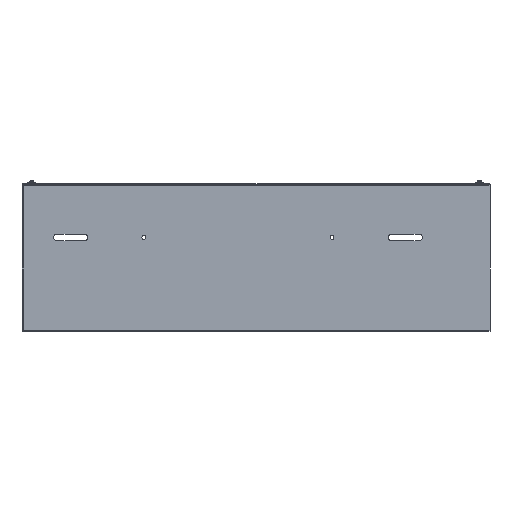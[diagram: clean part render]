
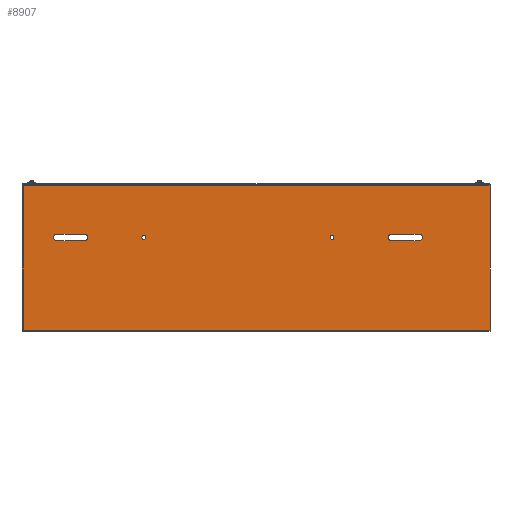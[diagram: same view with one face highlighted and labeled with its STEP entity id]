
A CAD part, left-side view. The second image highlights one B-rep face of the part: STEP entity #8907.
In plain terms, the highlighted planar face has unit normal (-1, 0, 0).
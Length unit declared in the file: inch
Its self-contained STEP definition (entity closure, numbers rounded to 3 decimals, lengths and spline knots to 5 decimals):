
#122 = PLANE ( 'NONE',  #7455 ) ;
#397 = VERTEX_POINT ( 'NONE', #5031 ) ;
#527 = ORIENTED_EDGE ( 'NONE', *, *, #21270, .T. ) ;
#572 = VERTEX_POINT ( 'NONE', #6417 ) ;
#1137 = LINE ( 'NONE', #5078, #16559 ) ;
#1165 = CARTESIAN_POINT ( 'NONE',  ( -11.048, 5.67486, 4.484 ) ) ;
#1813 = VERTEX_POINT ( 'NONE', #3442 ) ;
#1863 = CARTESIAN_POINT ( 'NONE',  ( -11.048, -6.16514, 4.483 ) ) ;
#1887 = CARTESIAN_POINT ( 'NONE',  ( -11.048, 9.83486, 4.328 ) ) ;
#2112 = DIRECTION ( 'NONE',  ( 1., 0., 0. ) ) ;
#2226 = CARTESIAN_POINT ( 'NONE',  ( -11.048, -6.16514, 4.638 ) ) ;
#2361 = DIRECTION ( 'NONE',  ( 0., 0., -1. ) ) ;
#2442 = EDGE_CURVE ( 'NONE', #24285, #24285, #13201, .T. ) ;
#2468 = DIRECTION ( 'NONE',  ( 0., 0., -1. ) ) ;
#2469 = CARTESIAN_POINT ( 'NONE',  ( -11.048, 8.51486, 4.328 ) ) ;
#2584 = AXIS2_PLACEMENT_3D ( 'NONE', #1863, #2112, #2361 ) ;
#3147 = CARTESIAN_POINT ( 'NONE',  ( -11.048, 8.51486, 4.638 ) ) ;
#3214 = CARTESIAN_POINT ( 'NONE',  ( -11.048, -3.32514, 4.393 ) ) ;
#3439 = AXIS2_PLACEMENT_3D ( 'NONE', #18395, #7337, #18779 ) ;
#3442 = CARTESIAN_POINT ( 'NONE',  ( -11.048, 11.49986, 7. ) ) ;
#3810 = DIRECTION ( 'NONE',  ( 0., 0., -1. ) ) ;
#3860 = AXIS2_PLACEMENT_3D ( 'NONE', #20238, #12587, #14855 ) ;
#4178 = CARTESIAN_POINT ( 'NONE',  ( -11.048, -6.16514, 4.328 ) ) ;
#4440 = VERTEX_POINT ( 'NONE', #6627 ) ;
#4529 = LINE ( 'NONE', #7452, #5380 ) ;
#4620 = LINE ( 'NONE', #20133, #23632 ) ;
#5031 = CARTESIAN_POINT ( 'NONE',  ( -11.048, -6.16514, 4.328 ) ) ;
#5078 = CARTESIAN_POINT ( 'NONE',  ( -11.048, 11.49986, 0. ) ) ;
#5330 = CIRCLE ( 'NONE', #21209, 0.091 ) ;
#5334 = VECTOR ( 'NONE', #17009, 39.37008 ) ;
#5380 = VECTOR ( 'NONE', #24572, 39.37008 ) ;
#5392 = ORIENTED_EDGE ( 'NONE', *, *, #16291, .T. ) ;
#5610 = CARTESIAN_POINT ( 'NONE',  ( -11.048, 9.83486, 4.483 ) ) ;
#5685 = CARTESIAN_POINT ( 'NONE',  ( -11.048, 11.49986, 7. ) ) ;
#5993 = DIRECTION ( 'NONE',  ( 1., 0., 0. ) ) ;
#6112 = VERTEX_POINT ( 'NONE', #8203 ) ;
#6183 = VERTEX_POINT ( 'NONE', #23676 ) ;
#6256 = VECTOR ( 'NONE', #15991, 39.37008 ) ;
#6417 = CARTESIAN_POINT ( 'NONE',  ( -11.048, -7.48514, 4.328 ) ) ;
#6518 = ORIENTED_EDGE ( 'NONE', *, *, #11162, .T. ) ;
#6627 = CARTESIAN_POINT ( 'NONE',  ( -11.048, 11.49986, 0. ) ) ;
#7088 = EDGE_LOOP ( 'NONE', ( #17335 ) ) ;
#7238 = LINE ( 'NONE', #5685, #19463 ) ;
#7259 = EDGE_CURVE ( 'NONE', #25021, #18216, #10943, .T. ) ;
#7293 = VERTEX_POINT ( 'NONE', #16647 ) ;
#7337 = DIRECTION ( 'NONE',  ( 1., 0., 0. ) ) ;
#7426 = EDGE_LOOP ( 'NONE', ( #6518, #8004, #12095, #16024 ) ) ;
#7452 = CARTESIAN_POINT ( 'NONE',  ( -11.048, 11.49986, 7. ) ) ;
#7455 = AXIS2_PLACEMENT_3D ( 'NONE', #19480, #5993, #21035 ) ;
#7724 = DIRECTION ( 'NONE',  ( 0., 1., 0. ) ) ;
#7910 = FACE_OUTER_BOUND ( 'NONE', #16305, .T. ) ;
#8004 = ORIENTED_EDGE ( 'NONE', *, *, #18996, .T. ) ;
#8203 = CARTESIAN_POINT ( 'NONE',  ( -11.048, 9.83486, 4.638 ) ) ;
#8272 = EDGE_CURVE ( 'NONE', #7293, #7293, #5330, .T. ) ;
#8907 = ADVANCED_FACE ( 'NONE', ( #11607, #21531, #13263, #24914, #7910 ), #122, .F. ) ;
#9219 = EDGE_CURVE ( 'NONE', #572, #397, #23492, .T. ) ;
#9314 = DIRECTION ( 'NONE',  ( 0., -1., 0. ) ) ;
#9457 = CIRCLE ( 'NONE', #2584, 0.155 ) ;
#10005 = LINE ( 'NONE', #1887, #15330 ) ;
#10210 = DIRECTION ( 'NONE',  ( 1., 0., 0. ) ) ;
#10416 = DIRECTION ( 'NONE',  ( 0., -1., 0. ) ) ;
#10943 = LINE ( 'NONE', #24649, #5334 ) ;
#11091 = EDGE_CURVE ( 'NONE', #24515, #23034, #10005, .T. ) ;
#11162 = EDGE_CURVE ( 'NONE', #6112, #16044, #15149, .T. ) ;
#11239 = CARTESIAN_POINT ( 'NONE',  ( -11.048, 8.51486, 4.638 ) ) ;
#11607 = FACE_BOUND ( 'NONE', #7426, .T. ) ;
#11828 = ORIENTED_EDGE ( 'NONE', *, *, #14002, .F. ) ;
#12095 = ORIENTED_EDGE ( 'NONE', *, *, #11091, .T. ) ;
#12587 = DIRECTION ( 'NONE',  ( 1., 0., 0. ) ) ;
#12774 = CARTESIAN_POINT ( 'NONE',  ( -11.048, -7.48514, 4.638 ) ) ;
#13201 = CIRCLE ( 'NONE', #3439, 0.091 ) ;
#13263 = FACE_BOUND ( 'NONE', #7088, .T. ) ;
#13459 = DIRECTION ( 'NONE',  ( 0., -1., 0. ) ) ;
#13466 = CARTESIAN_POINT ( 'NONE',  ( -11.048, 9.83486, 4.328 ) ) ;
#13681 = CIRCLE ( 'NONE', #3860, 0.155 ) ;
#13894 = EDGE_LOOP ( 'NONE', ( #22426 ) ) ;
#13918 = EDGE_CURVE ( 'NONE', #4440, #6183, #1137, .T. ) ;
#14002 = EDGE_CURVE ( 'NONE', #1813, #17424, #7238, .T. ) ;
#14049 = AXIS2_PLACEMENT_3D ( 'NONE', #16277, #10210, #2468 ) ;
#14130 = CIRCLE ( 'NONE', #14549, 0.155 ) ;
#14549 = AXIS2_PLACEMENT_3D ( 'NONE', #5610, #15502, #3810 ) ;
#14855 = DIRECTION ( 'NONE',  ( 0., 0., -1. ) ) ;
#15149 = LINE ( 'NONE', #11239, #15743 ) ;
#15272 = EDGE_CURVE ( 'NONE', #17424, #6183, #4620, .T. ) ;
#15330 = VECTOR ( 'NONE', #7724, 39.37008 ) ;
#15502 = DIRECTION ( 'NONE',  ( 1., 0., 0. ) ) ;
#15743 = VECTOR ( 'NONE', #9314, 39.37008 ) ;
#15991 = DIRECTION ( 'NONE',  ( 0., 1., 0. ) ) ;
#16024 = ORIENTED_EDGE ( 'NONE', *, *, #23630, .T. ) ;
#16044 = VERTEX_POINT ( 'NONE', #3147 ) ;
#16258 = DIRECTION ( 'NONE',  ( 1., 0., 0. ) ) ;
#16277 = CARTESIAN_POINT ( 'NONE',  ( -11.048, 8.51486, 4.483 ) ) ;
#16291 = EDGE_CURVE ( 'NONE', #1813, #4440, #4529, .T. ) ;
#16305 = EDGE_LOOP ( 'NONE', ( #25100, #17641, #11828, #5392 ) ) ;
#16559 = VECTOR ( 'NONE', #10416, 39.37008 ) ;
#16647 = CARTESIAN_POINT ( 'NONE',  ( -11.048, 5.67486, 4.393 ) ) ;
#17009 = DIRECTION ( 'NONE',  ( 0., -1., 0. ) ) ;
#17335 = ORIENTED_EDGE ( 'NONE', *, *, #8272, .T. ) ;
#17424 = VERTEX_POINT ( 'NONE', #23770 ) ;
#17641 = ORIENTED_EDGE ( 'NONE', *, *, #15272, .F. ) ;
#18216 = VERTEX_POINT ( 'NONE', #12774 ) ;
#18330 = DIRECTION ( 'NONE',  ( 0., 0., -1. ) ) ;
#18395 = CARTESIAN_POINT ( 'NONE',  ( -11.048, -3.32514, 4.484 ) ) ;
#18555 = ORIENTED_EDGE ( 'NONE', *, *, #18666, .T. ) ;
#18666 = EDGE_CURVE ( 'NONE', #18216, #572, #13681, .T. ) ;
#18779 = DIRECTION ( 'NONE',  ( 0., 0., -1. ) ) ;
#18996 = EDGE_CURVE ( 'NONE', #16044, #24515, #19336, .T. ) ;
#19212 = ORIENTED_EDGE ( 'NONE', *, *, #9219, .T. ) ;
#19336 = CIRCLE ( 'NONE', #14049, 0.155 ) ;
#19382 = EDGE_LOOP ( 'NONE', ( #22686, #18555, #19212, #527 ) ) ;
#19463 = VECTOR ( 'NONE', #13459, 39.37008 ) ;
#19480 = CARTESIAN_POINT ( 'NONE',  ( -11.048, 11.49986, 7. ) ) ;
#20133 = CARTESIAN_POINT ( 'NONE',  ( -11.048, -10.87514, 7. ) ) ;
#20238 = CARTESIAN_POINT ( 'NONE',  ( -11.048, -7.48514, 4.483 ) ) ;
#21035 = DIRECTION ( 'NONE',  ( 0., 1., 0. ) ) ;
#21209 = AXIS2_PLACEMENT_3D ( 'NONE', #1165, #16258, #24390 ) ;
#21270 = EDGE_CURVE ( 'NONE', #397, #25021, #9457, .T. ) ;
#21531 = FACE_BOUND ( 'NONE', #19382, .T. ) ;
#22426 = ORIENTED_EDGE ( 'NONE', *, *, #2442, .T. ) ;
#22686 = ORIENTED_EDGE ( 'NONE', *, *, #7259, .T. ) ;
#23034 = VERTEX_POINT ( 'NONE', #13466 ) ;
#23492 = LINE ( 'NONE', #4178, #6256 ) ;
#23630 = EDGE_CURVE ( 'NONE', #23034, #6112, #14130, .T. ) ;
#23632 = VECTOR ( 'NONE', #18330, 39.37008 ) ;
#23676 = CARTESIAN_POINT ( 'NONE',  ( -11.048, -10.87514, 0. ) ) ;
#23770 = CARTESIAN_POINT ( 'NONE',  ( -11.048, -10.87514, 7. ) ) ;
#24285 = VERTEX_POINT ( 'NONE', #3214 ) ;
#24390 = DIRECTION ( 'NONE',  ( 0., 0., -1. ) ) ;
#24515 = VERTEX_POINT ( 'NONE', #2469 ) ;
#24572 = DIRECTION ( 'NONE',  ( 0., 0., -1. ) ) ;
#24649 = CARTESIAN_POINT ( 'NONE',  ( -11.048, -7.48514, 4.638 ) ) ;
#24914 = FACE_BOUND ( 'NONE', #13894, .T. ) ;
#25021 = VERTEX_POINT ( 'NONE', #2226 ) ;
#25100 = ORIENTED_EDGE ( 'NONE', *, *, #13918, .T. ) ;
